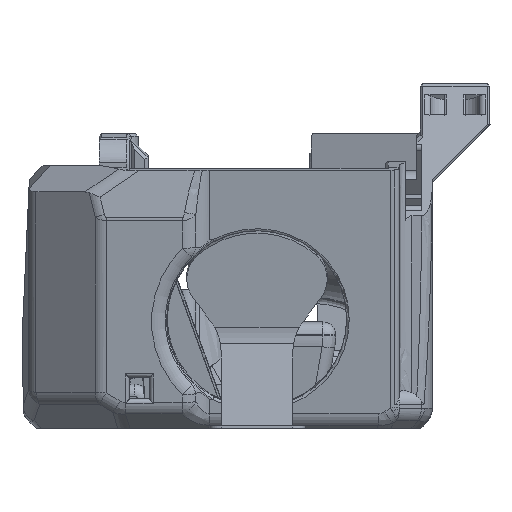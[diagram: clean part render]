
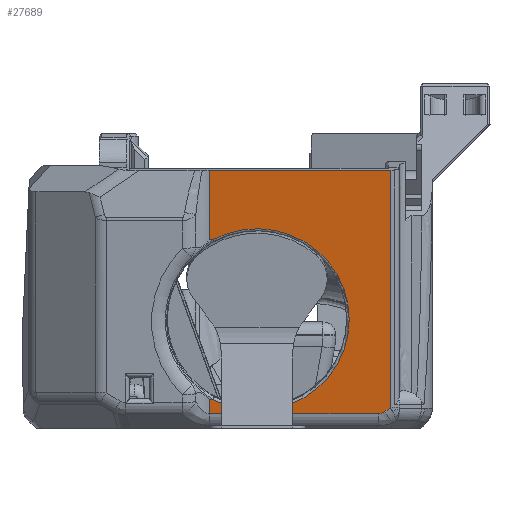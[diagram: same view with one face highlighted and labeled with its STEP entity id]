
A CAD part, left-side view. The second image highlights one B-rep face of the part: STEP entity #27689.
In plain terms, the highlighted planar face has unit normal (-0.985, 0, -0.174).
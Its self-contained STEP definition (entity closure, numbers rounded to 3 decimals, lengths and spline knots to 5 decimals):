
#699=B_SPLINE_CURVE_WITH_KNOTS('',3,(#45018,#45019,#45020,#45021),
 .UNSPECIFIED.,.F.,.F.,(4,4),(0.61821,1.),.UNSPECIFIED.);
#772=B_SPLINE_CURVE_WITH_KNOTS('',3,(#46261,#46262,#46263,#46264),
 .UNSPECIFIED.,.F.,.F.,(4,4),(0.,0.3818),.UNSPECIFIED.);
#1557=CIRCLE('',#29879,0.0144);
#2510=ELLIPSE('',#29583,0.0032,0.002);
#6512=ORIENTED_EDGE('',*,*,#13254,.T.);
#6513=ORIENTED_EDGE('',*,*,#13269,.F.);
#6514=ORIENTED_EDGE('',*,*,#13270,.F.);
#6515=ORIENTED_EDGE('',*,*,#13271,.F.);
#6516=ORIENTED_EDGE('',*,*,#13272,.T.);
#6517=ORIENTED_EDGE('',*,*,#12891,.T.);
#6518=ORIENTED_EDGE('',*,*,#12839,.F.);
#6519=ORIENTED_EDGE('',*,*,#12838,.T.);
#6520=ORIENTED_EDGE('',*,*,#12836,.T.);
#6521=ORIENTED_EDGE('',*,*,#12834,.F.);
#12834=EDGE_CURVE('',#16538,#16539,#19044,.T.);
#12836=EDGE_CURVE('',#16540,#16539,#2510,.T.);
#12838=EDGE_CURVE('',#16126,#16540,#19045,.T.);
#12839=EDGE_CURVE('',#16126,#16541,#19046,.T.);
#12891=EDGE_CURVE('',#16569,#16541,#699,.T.);
#13254=EDGE_CURVE('',#16538,#16773,#19235,.T.);
#13269=EDGE_CURVE('',#16784,#16773,#19244,.T.);
#13270=EDGE_CURVE('',#16785,#16784,#19245,.T.);
#13271=EDGE_CURVE('',#16786,#16785,#772,.F.);
#13272=EDGE_CURVE('',#16786,#16569,#1557,.T.);
#16126=VERTEX_POINT('',#41382);
#16538=VERTEX_POINT('',#44642);
#16539=VERTEX_POINT('',#44644);
#16540=VERTEX_POINT('',#44659);
#16541=VERTEX_POINT('',#44665);
#16569=VERTEX_POINT('',#45022);
#16773=VERTEX_POINT('',#46204);
#16784=VERTEX_POINT('',#46258);
#16785=VERTEX_POINT('',#46260);
#16786=VERTEX_POINT('',#46265);
#19044=LINE('',#44643,#21341);
#19045=LINE('',#44662,#21342);
#19046=LINE('',#44664,#21343);
#19235=LINE('',#46205,#21532);
#19244=LINE('',#46257,#21541);
#19245=LINE('',#46259,#21542);
#21341=VECTOR('',#33953,1.);
#21342=VECTOR('',#33962,1.);
#21343=VECTOR('',#33965,1.);
#21532=VECTOR('',#34726,1.);
#21541=VECTOR('',#34747,1.);
#21542=VECTOR('',#34748,1.);
#23479=EDGE_LOOP('',(#6512,#6513,#6514,#6515,#6516,#6517,#6518,#6519,#6520,
#6521));
#25203=FACE_BOUND('',#23479,.T.);
#26498=PLANE('',#29878);
#27689=ADVANCED_FACE('',(#25203),#26498,.F.);
#29583=AXIS2_PLACEMENT_3D('',#44658,#33956,#33957);
#29878=AXIS2_PLACEMENT_3D('',#46256,#34745,#34746);
#29879=AXIS2_PLACEMENT_3D('',#46266,#34749,#34750);
#33953=DIRECTION('',(0.097,0.829,-0.551));
#33956=DIRECTION('',(-0.985,0.,-0.174));
#33957=DIRECTION('',(-0.165,-0.304,0.938));
#33962=DIRECTION('',(0.,-1.,0.));
#33965=DIRECTION('',(-0.174,0.,0.985));
#34726=DIRECTION('',(-0.174,0.,0.985));
#34745=DIRECTION('',(0.985,0.,0.174));
#34746=DIRECTION('',(-0.174,0.,0.985));
#34747=DIRECTION('',(0.,-1.,0.));
#34748=DIRECTION('',(-0.174,0.,0.985));
#34749=DIRECTION('',(0.985,0.,0.174));
#34750=DIRECTION('',(0.174,0.,-0.985));
#41382=CARTESIAN_POINT('',(-0.02786,0.01227,0.00226));
#44642=CARTESIAN_POINT('',(-0.02803,-0.016,0.00322));
#44643=CARTESIAN_POINT('',(-0.02782,-0.0142,0.00202));
#44644=CARTESIAN_POINT('',(-0.02792,-0.01507,0.0026));
#44658=CARTESIAN_POINT('',(-0.0284,-0.01465,0.00533));
#44659=CARTESIAN_POINT('',(-0.02786,-0.01407,0.00226));
#44662=CARTESIAN_POINT('',(-0.02786,-0.01465,0.00226));
#44664=CARTESIAN_POINT('',(-0.03119,0.01227,0.0211));
#44665=CARTESIAN_POINT('',(-0.02826,0.01227,0.00448));
#45018=CARTESIAN_POINT('',(-0.02826,0.01177,0.00453));
#45019=CARTESIAN_POINT('',(-0.02826,0.01193,0.00452));
#45020=CARTESIAN_POINT('',(-0.02826,0.0121,0.0045));
#45021=CARTESIAN_POINT('',(-0.02826,0.01227,0.00448));
#45022=CARTESIAN_POINT('',(-0.02826,0.01177,0.00453));
#46204=CARTESIAN_POINT('',(-0.03457,-0.016,0.0403));
#46205=CARTESIAN_POINT('',(-0.00766,-0.016,-0.1123));
#46256=CARTESIAN_POINT('',(-0.03119,0.02485,0.0211));
#46257=CARTESIAN_POINT('',(-0.03457,0.02485,0.0403));
#46258=CARTESIAN_POINT('',(-0.03457,0.01227,0.0403));
#46259=CARTESIAN_POINT('',(-0.03119,0.01227,0.0211));
#46260=CARTESIAN_POINT('',(-0.03266,0.01227,0.02946));
#46261=CARTESIAN_POINT('',(-0.03266,0.01227,0.02946));
#46262=CARTESIAN_POINT('',(-0.03266,0.0121,0.02944));
#46263=CARTESIAN_POINT('',(-0.03265,0.01193,0.02943));
#46264=CARTESIAN_POINT('',(-0.03265,0.01177,0.02941));
#46265=CARTESIAN_POINT('',(-0.03265,0.01177,0.02941));
#46266=CARTESIAN_POINT('',(-0.03046,0.00485,0.01697));
